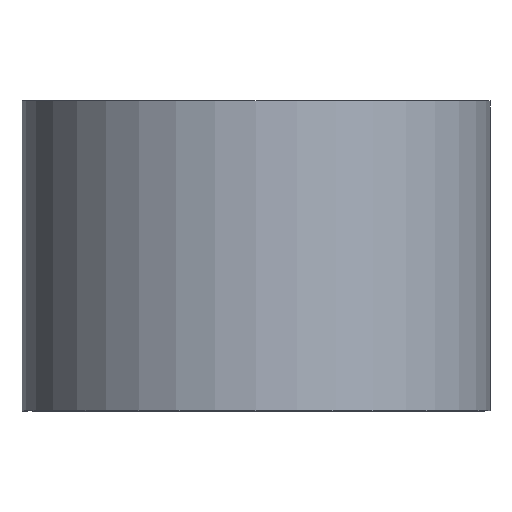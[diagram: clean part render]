
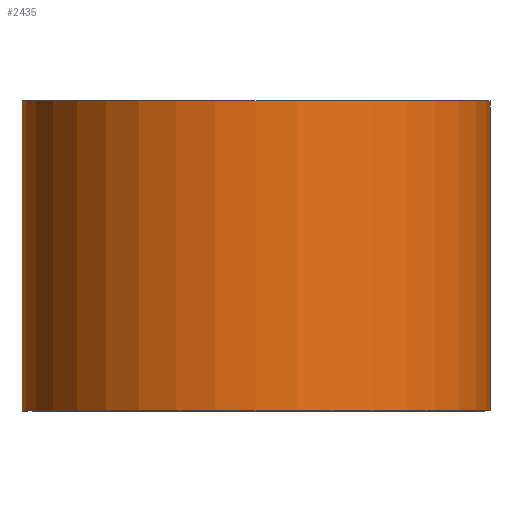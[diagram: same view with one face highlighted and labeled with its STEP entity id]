
A CAD part, top view. The second image highlights one B-rep face of the part: STEP entity #2435.
In plain terms, the highlighted cylindrical face has radius 11.325 mm (diameter 22.65 mm), a partial arc.
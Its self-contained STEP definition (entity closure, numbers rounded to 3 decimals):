
#64 = DIRECTION ( 'NONE',  ( 0., 0., -1. ) ) ;
#71 = VERTEX_POINT ( 'NONE', #168 ) ;
#91 = AXIS2_PLACEMENT_3D ( 'NONE', #1452, #1302, #64 ) ;
#168 = CARTESIAN_POINT ( 'NONE',  ( -11.45, 0., 0. ) ) ;
#257 = DIRECTION ( 'NONE',  ( 1., 0., 0. ) ) ;
#297 = EDGE_CURVE ( 'NONE', #2451, #71, #1632, .T. ) ;
#344 = CIRCLE ( 'NONE', #2034, 11.325 ) ;
#475 = DIRECTION ( 'NONE',  ( 1., 0., 0. ) ) ;
#567 = VECTOR ( 'NONE', #2584, 1000. ) ;
#596 = VECTOR ( 'NONE', #1420, 1000. ) ;
#623 = CARTESIAN_POINT ( 'NONE',  ( -11.45, 15., 0. ) ) ;
#654 = CYLINDRICAL_SURFACE ( 'NONE', #91, 11.325 ) ;
#671 = CARTESIAN_POINT ( 'NONE',  ( -0.125, 0., 0. ) ) ;
#698 = VERTEX_POINT ( 'NONE', #1914 ) ;
#850 = ORIENTED_EDGE ( 'NONE', *, *, #877, .T. ) ;
#877 = EDGE_CURVE ( 'NONE', #698, #2451, #2410, .T. ) ;
#1249 = CARTESIAN_POINT ( 'NONE',  ( -11.45, 15., 0. ) ) ;
#1268 = DIRECTION ( 'NONE',  ( 0., -1., 0. ) ) ;
#1302 = DIRECTION ( 'NONE',  ( 0., -1., 0. ) ) ;
#1354 = ORIENTED_EDGE ( 'NONE', *, *, #297, .T. ) ;
#1358 = LINE ( 'NONE', #1931, #567 ) ;
#1420 = DIRECTION ( 'NONE',  ( 0., -1., 0. ) ) ;
#1452 = CARTESIAN_POINT ( 'NONE',  ( -0.125, 15., 0. ) ) ;
#1583 = CARTESIAN_POINT ( 'NONE',  ( 11.2, 0., 0. ) ) ;
#1605 = AXIS2_PLACEMENT_3D ( 'NONE', #2300, #2068, #475 ) ;
#1632 = LINE ( 'NONE', #623, #596 ) ;
#1657 = ORIENTED_EDGE ( 'NONE', *, *, #2213, .F. ) ;
#1871 = VERTEX_POINT ( 'NONE', #1583 ) ;
#1914 = CARTESIAN_POINT ( 'NONE',  ( 11.2, 15., 0. ) ) ;
#1931 = CARTESIAN_POINT ( 'NONE',  ( 11.2, 15., 0. ) ) ;
#2034 = AXIS2_PLACEMENT_3D ( 'NONE', #671, #1268, #257 ) ;
#2068 = DIRECTION ( 'NONE',  ( 0., -1., 0. ) ) ;
#2129 = ORIENTED_EDGE ( 'NONE', *, *, #2145, .F. ) ;
#2145 = EDGE_CURVE ( 'NONE', #1871, #71, #344, .T. ) ;
#2213 = EDGE_CURVE ( 'NONE', #698, #1871, #1358, .T. ) ;
#2297 = FACE_OUTER_BOUND ( 'NONE', #2351, .T. ) ;
#2300 = CARTESIAN_POINT ( 'NONE',  ( -0.125, 15., 0. ) ) ;
#2351 = EDGE_LOOP ( 'NONE', ( #2129, #1657, #850, #1354 ) ) ;
#2410 = CIRCLE ( 'NONE', #1605, 11.325 ) ;
#2435 = ADVANCED_FACE ( 'NONE', ( #2297 ), #654, .T. ) ;
#2451 = VERTEX_POINT ( 'NONE', #1249 ) ;
#2584 = DIRECTION ( 'NONE',  ( 0., -1., 0. ) ) ;
